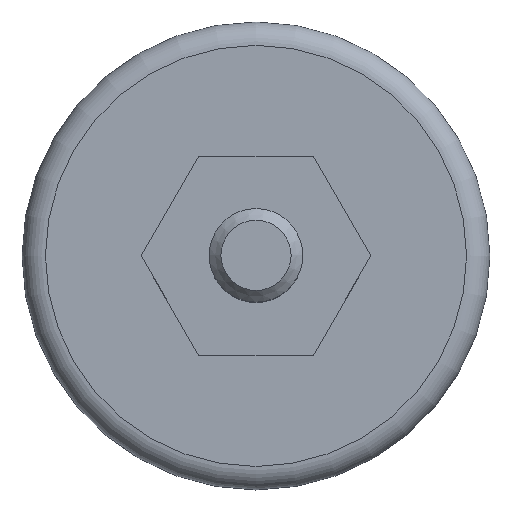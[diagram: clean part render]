
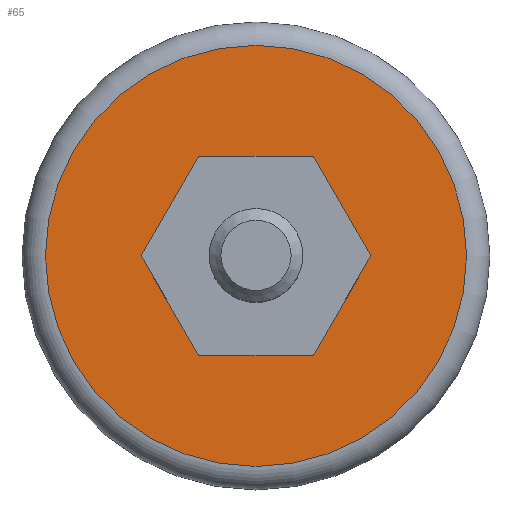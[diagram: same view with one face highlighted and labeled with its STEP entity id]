
A CAD part, top view. The second image highlights one B-rep face of the part: STEP entity #65.
In plain terms, the highlighted planar face has unit normal (0, 0, 1).
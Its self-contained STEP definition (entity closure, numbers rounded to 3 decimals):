
#65 = ADVANCED_FACE( '', ( #130, #131 ), #132, .F. );
#130 = FACE_OUTER_BOUND( '', #189, .T. );
#131 = FACE_BOUND( '', #190, .T. );
#132 = PLANE( '', #191 );
#189 = EDGE_LOOP( '', ( #291 ) );
#190 = EDGE_LOOP( '', ( #292, #293, #294, #295, #296, #297 ) );
#191 = AXIS2_PLACEMENT_3D( '', #298, #299, #300 );
#291 = ORIENTED_EDGE( '', *, *, #345, .T. );
#292 = ORIENTED_EDGE( '', *, *, #333, .F. );
#293 = ORIENTED_EDGE( '', *, *, #327, .F. );
#294 = ORIENTED_EDGE( '', *, *, #321, .F. );
#295 = ORIENTED_EDGE( '', *, *, #308, .F. );
#296 = ORIENTED_EDGE( '', *, *, #318, .F. );
#297 = ORIENTED_EDGE( '', *, *, #313, .F. );
#298 = CARTESIAN_POINT( '', ( 20., 0., 9. ) );
#299 = DIRECTION( '', ( 0., 0., -1. ) );
#300 = DIRECTION( '', ( -1., 0., 0. ) );
#308 = EDGE_CURVE( '', #348, #349, #350, .T. );
#313 = EDGE_CURVE( '', #357, #358, #359, .T. );
#318 = EDGE_CURVE( '', #358, #348, #366, .T. );
#321 = EDGE_CURVE( '', #349, #369, #370, .T. );
#327 = EDGE_CURVE( '', #369, #378, #379, .T. );
#333 = EDGE_CURVE( '', #378, #357, #387, .T. );
#345 = EDGE_CURVE( '', #403, #403, #404, .F. );
#348 = VERTEX_POINT( '', #407 );
#349 = VERTEX_POINT( '', #408 );
#350 = LINE( '', #409, #410 );
#357 = VERTEX_POINT( '', #420 );
#358 = VERTEX_POINT( '', #421 );
#359 = LINE( '', #422, #423 );
#366 = LINE( '', #433, #434 );
#369 = VERTEX_POINT( '', #438 );
#370 = LINE( '', #439, #440 );
#378 = VERTEX_POINT( '', #450 );
#379 = LINE( '', #451, #452 );
#387 = LINE( '', #462, #463 );
#403 = VERTEX_POINT( '', #480 );
#404 = CIRCLE( '', #481, 18. );
#407 = CARTESIAN_POINT( '', ( -4.907, -8.5, 9. ) );
#408 = CARTESIAN_POINT( '', ( 4.907, -8.5, 9. ) );
#409 = CARTESIAN_POINT( '', ( -4.907, -8.5, 9. ) );
#410 = VECTOR( '', #483, 1000. );
#420 = CARTESIAN_POINT( '', ( -4.907, 8.5, 9. ) );
#421 = CARTESIAN_POINT( '', ( -9.815, 0., 9. ) );
#422 = CARTESIAN_POINT( '', ( -4.907, 8.5, 9. ) );
#423 = VECTOR( '', #487, 1000. );
#433 = CARTESIAN_POINT( '', ( -9.815, 0., 9. ) );
#434 = VECTOR( '', #491, 1000. );
#438 = CARTESIAN_POINT( '', ( 9.815, 0., 9. ) );
#439 = CARTESIAN_POINT( '', ( 4.907, -8.5, 9. ) );
#440 = VECTOR( '', #493, 1000. );
#450 = CARTESIAN_POINT( '', ( 4.907, 8.5, 9. ) );
#451 = CARTESIAN_POINT( '', ( 9.815, 0., 9. ) );
#452 = VECTOR( '', #499, 1000. );
#462 = CARTESIAN_POINT( '', ( 4.907, 8.5, 9. ) );
#463 = VECTOR( '', #505, 1000. );
#480 = CARTESIAN_POINT( '', ( -18., 0., 9. ) );
#481 = AXIS2_PLACEMENT_3D( '', #519, #520, #521 );
#483 = DIRECTION( '', ( 1., 0., 0. ) );
#487 = DIRECTION( '', ( -0.5, -0.866, 0. ) );
#491 = DIRECTION( '', ( 0.5, -0.866, 0. ) );
#493 = DIRECTION( '', ( 0.5, 0.866, 0. ) );
#499 = DIRECTION( '', ( -0.5, 0.866, 0. ) );
#505 = DIRECTION( '', ( -1., 0., 0. ) );
#519 = CARTESIAN_POINT( '', ( 0., 0., 9. ) );
#520 = DIRECTION( '', ( 0., 0., -1. ) );
#521 = DIRECTION( '', ( -1., 0., 0. ) );
